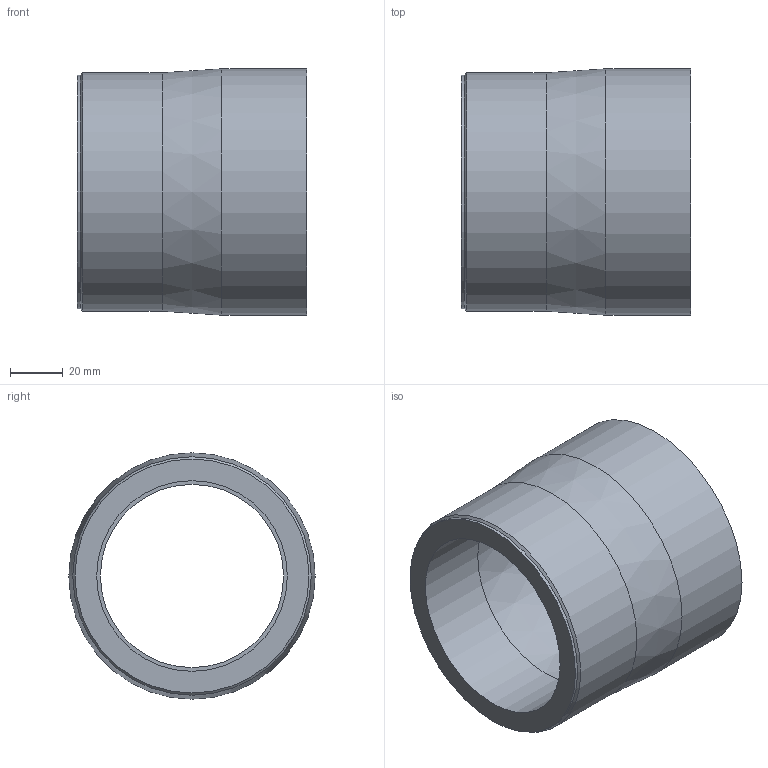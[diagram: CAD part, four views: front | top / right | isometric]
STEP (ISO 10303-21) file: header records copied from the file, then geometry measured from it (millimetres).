
FILE_DESCRIPTION(/* description */ ('PE100 Reducer for socket welding, Ø90-Ø75, PN16'),/* implementation_level */ '2;1');
FILE_NAME(/* name */ 'RIE-RC-090-075',/* time_stamp */ '2023-01-10T10:03:25+01:00',/* author */ ('COAB Solutions'),/* organization */ ('GPA Flowsystem'),/* preprocessor_version */ 'www.coabsolutions.com - creating and organizing all your 3D drawings',/* originating_system */ 'Autodesk Inventor 2021',/* authorisation */ '');
FILE_SCHEMA (('AUTOMOTIVE_DESIGN { 1 0 10303 214 3 1 1 }'));
Length unit declared in the file: millimetre
Products named in the file (1): RIE-RC-090-075
Bounding box: 86.6 x 93 x 93 mm (x, y, z)
Volume: 202347.5 mm3; surface area: 50729.2 mm2
Topology: 1 solids, 1 shells, 13 faces, 22 edges, 13 vertices
Faces by surface type: cylinder 6, plane 4, cone 3
Full cylindrical faces by diameter (mm): 69.2 x1, 72 x1, 75 x1, 88.334 x1, 90 x1, 93 x1
Entity records: 354 total; most frequent: DIRECTION 63, CARTESIAN_POINT 49, ORIENTED_EDGE 44, AXIS2_PLACEMENT_3D 27, EDGE_CURVE 22, EDGE_LOOP 17, FACE_OUTER_BOUND 13, CIRCLE 13
